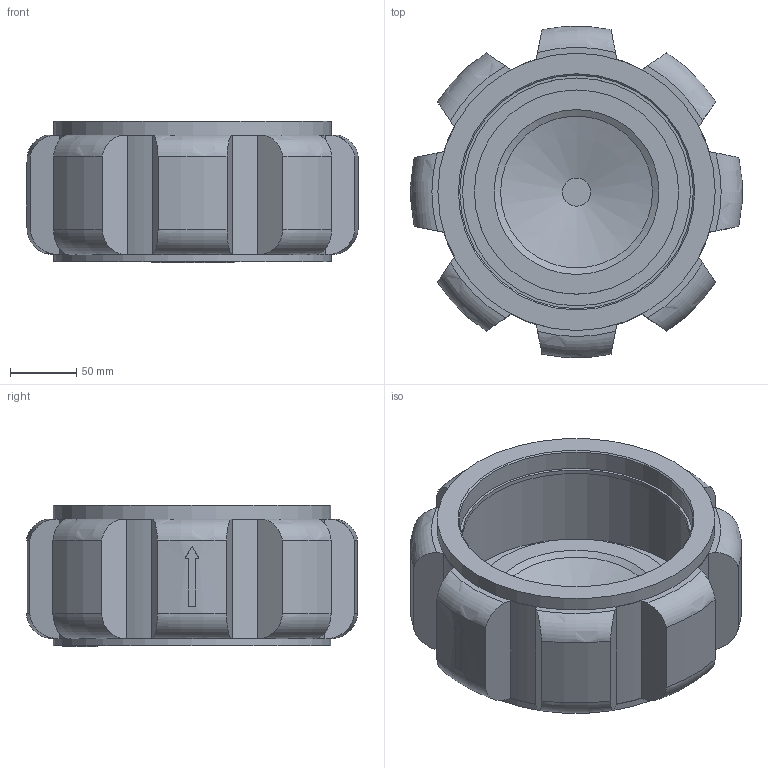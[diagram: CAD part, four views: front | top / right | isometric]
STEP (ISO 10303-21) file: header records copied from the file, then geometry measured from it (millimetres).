
FILE_DESCRIPTION(('FreeCAD Model'),'2;1');
FILE_NAME('DN150cv.step', '2019-01-13T18:02:03',('Author'),(''), 'Open CASCADE STEP processor 7.3','FreeCAD','Unknown');
FILE_SCHEMA(('AUTOMOTIVE_DESIGN { 1 0 10303 214 1 1 1 1 }'));
Length unit declared in the file: millimetre
Products named in the file (1): checkValveDN150wafer
Bounding box: 250.2 x 249.39 x 107 mm (x, y, z)
Volume: 1901850.5 mm3; surface area: 260941.5 mm2
Topology: 1 solids, 1 shells, 140 faces, 361 edges, 239 vertices
Faces by surface type: plane 73, cylinder 45, torus 16, cone 6
Full cylindrical faces by diameter (mm): 21.2 x1, 138 x1, 151.8 x1, 153.92 x1, 171.82 x1, 176 x1, 192.5 x1, 209 x2
Entity records: 17919 total; most frequent: CARTESIAN_POINT 10110, DIRECTION 1143, ORIENTED_EDGE 722, PCURVE 722, DEFINITIONAL_REPRESENTATION 722, LINE 544, VECTOR 544, EDGE_CURVE 361
